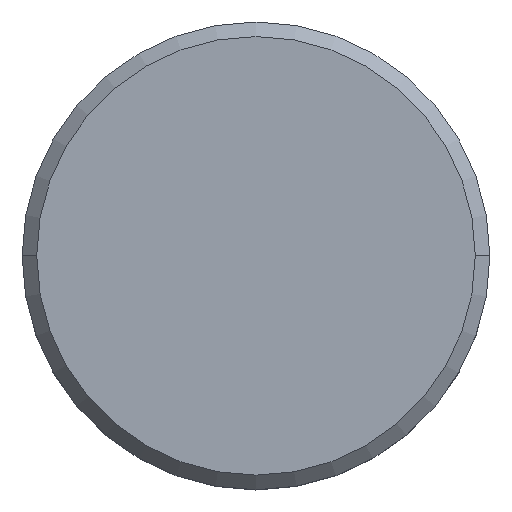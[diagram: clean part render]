
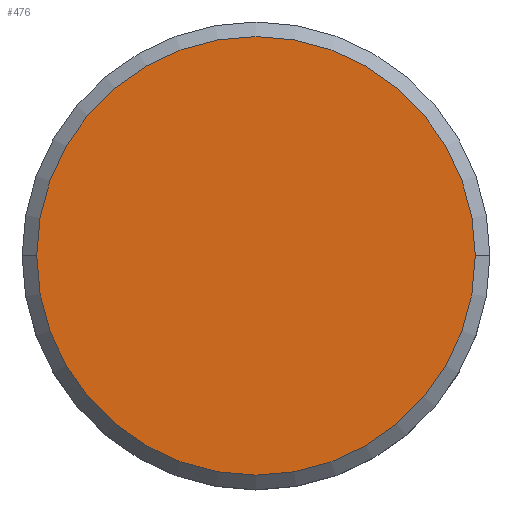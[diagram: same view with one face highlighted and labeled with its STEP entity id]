
A CAD part, top view. The second image highlights one B-rep face of the part: STEP entity #476.
In plain terms, the highlighted planar face has unit normal (0, 0, 1).
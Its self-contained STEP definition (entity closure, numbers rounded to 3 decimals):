
#2 = ORIENTED_EDGE ( 'NONE', *, *, #222, .T. ) ;
#43 = FACE_OUTER_BOUND ( 'NONE', #196, .T. ) ;
#44 = CARTESIAN_POINT ( 'NONE',  ( 0., 0., 0. ) ) ;
#57 = CARTESIAN_POINT ( 'NONE',  ( -7.5, 0., 0. ) ) ;
#91 = DIRECTION ( 'NONE',  ( 1., 0., 0. ) ) ;
#110 = AXIS2_PLACEMENT_3D ( 'NONE', #499, #226, #361 ) ;
#154 = AXIS2_PLACEMENT_3D ( 'NONE', #433, #301, #253 ) ;
#160 = VERTEX_POINT ( 'NONE', #198 ) ;
#163 = ORIENTED_EDGE ( 'NONE', *, *, #423, .T. ) ;
#196 = EDGE_LOOP ( 'NONE', ( #2, #163 ) ) ;
#198 = CARTESIAN_POINT ( 'NONE',  ( 7.5, 0., 0. ) ) ;
#222 = EDGE_CURVE ( 'NONE', #492, #160, #362, .T. ) ;
#226 = DIRECTION ( 'NONE',  ( 0., 0., 1. ) ) ;
#253 = DIRECTION ( 'NONE',  ( 1., 0., 0. ) ) ;
#301 = DIRECTION ( 'NONE',  ( 0., 0., 1. ) ) ;
#312 = PLANE ( 'NONE',  #110 ) ;
#361 = DIRECTION ( 'NONE',  ( 1., 0., 0. ) ) ;
#362 = CIRCLE ( 'NONE', #154, 7.5 ) ;
#373 = CIRCLE ( 'NONE', #509, 7.5 ) ;
#423 = EDGE_CURVE ( 'NONE', #160, #492, #373, .T. ) ;
#433 = CARTESIAN_POINT ( 'NONE',  ( 0., 0., 0. ) ) ;
#454 = DIRECTION ( 'NONE',  ( 0., 0., 1. ) ) ;
#476 = ADVANCED_FACE ( 'NONE', ( #43 ), #312, .T. ) ;
#492 = VERTEX_POINT ( 'NONE', #57 ) ;
#499 = CARTESIAN_POINT ( 'NONE',  ( 0., 0., 0. ) ) ;
#509 = AXIS2_PLACEMENT_3D ( 'NONE', #44, #454, #91 ) ;
